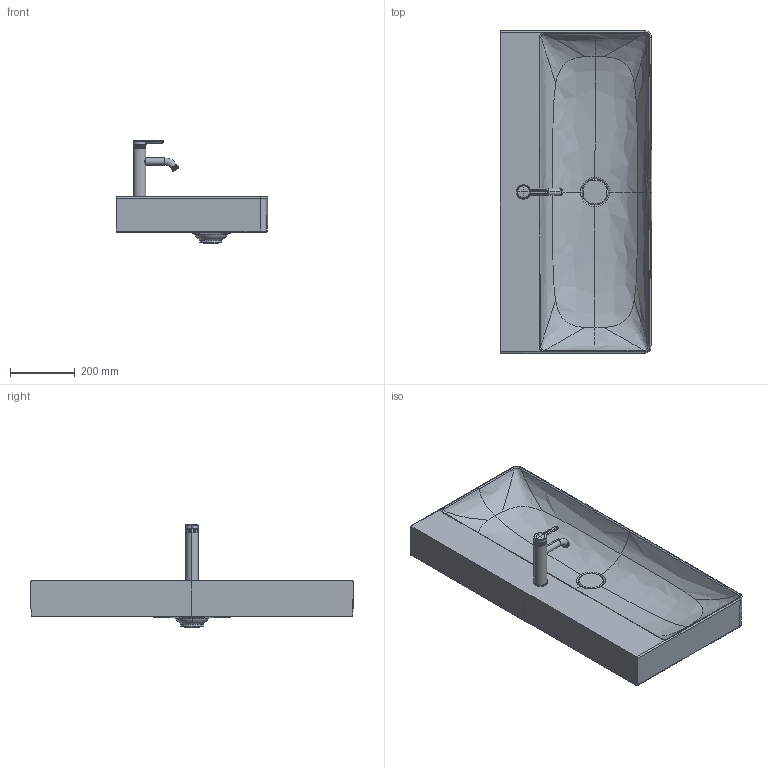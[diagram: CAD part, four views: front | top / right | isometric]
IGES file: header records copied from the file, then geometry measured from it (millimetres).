
Global section: file name: No Iges File Name specified; native system: Autodesk Inventor 2011; preprocessor: AutoDesk Inventor Iges Exporter R2011; author: Administrator; date: 20170625.201257; units: millimetre
Bounding box: 470.4 x 1000.29 x 317.03 mm (x, y, z)
Volume: 14826794.6 mm3; surface area: 1596838.7 mm2
Topology: 8 solids, 11 shells, 477 faces, 1156 edges, 708 vertices
Faces by surface type: bspline 175, revolution 102, plane 90, cylinder 66, torus 27, cone 12, sphere 5
